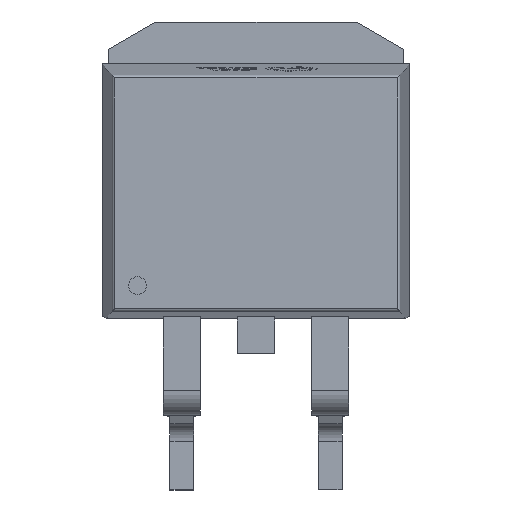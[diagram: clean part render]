
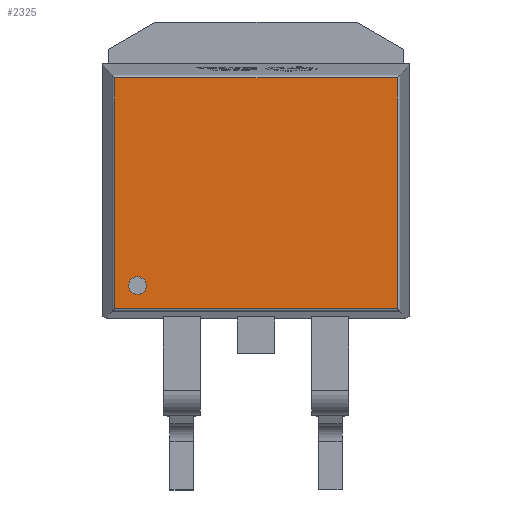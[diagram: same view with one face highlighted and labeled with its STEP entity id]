
A CAD part, top view. The second image highlights one B-rep face of the part: STEP entity #2325.
In plain terms, the highlighted planar face has unit normal (0, 0, 1).
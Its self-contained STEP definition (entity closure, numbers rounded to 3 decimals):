
#228 = DIRECTION ( 'NONE',  ( 1., 0., 0. ) ) ;
#457 = CARTESIAN_POINT ( 'NONE',  ( 4.914, -1.796, 4.57 ) ) ;
#630 = DIRECTION ( 'NONE',  ( 1., 0., 0. ) ) ;
#862 = EDGE_CURVE ( 'NONE', #2869, #6209, #12571, .T. ) ;
#886 = LINE ( 'NONE', #10991, #5080 ) ;
#1491 = LINE ( 'NONE', #457, #6160 ) ;
#1534 = DIRECTION ( 'NONE',  ( 0., -1., 0. ) ) ;
#2325 = ADVANCED_FACE ( 'NONE', ( #3999, #13864 ), #13071, .T. ) ;
#2503 = CARTESIAN_POINT ( 'NONE',  ( -4.051, -1.022, 4.57 ) ) ;
#2869 = VERTEX_POINT ( 'NONE', #14213 ) ;
#2922 = DIRECTION ( 'NONE',  ( 1., 0., 0. ) ) ;
#2978 = DIRECTION ( 'NONE',  ( 0., 0., 1. ) ) ;
#3386 = VECTOR ( 'NONE', #13300, 1000. ) ;
#3671 = ORIENTED_EDGE ( 'NONE', *, *, #11182, .F. ) ;
#3672 = EDGE_CURVE ( 'NONE', #6209, #5548, #1491, .T. ) ;
#3892 = EDGE_LOOP ( 'NONE', ( #3671, #4701 ) ) ;
#3999 = FACE_BOUND ( 'NONE', #3892, .T. ) ;
#4666 = CIRCLE ( 'NONE', #5815, 0.302 ) ;
#4701 = ORIENTED_EDGE ( 'NONE', *, *, #5391, .F. ) ;
#5080 = VECTOR ( 'NONE', #7519, 1000. ) ;
#5258 = CARTESIAN_POINT ( 'NONE',  ( -4.824, -1.796, 4.57 ) ) ;
#5300 = CARTESIAN_POINT ( 'NONE',  ( -4.051, -1.022, 4.57 ) ) ;
#5391 = EDGE_CURVE ( 'NONE', #10083, #6280, #4666, .T. ) ;
#5548 = VERTEX_POINT ( 'NONE', #12670 ) ;
#5815 = AXIS2_PLACEMENT_3D ( 'NONE', #5300, #2978, #630 ) ;
#5970 = CARTESIAN_POINT ( 'NONE',  ( -4.824, 2.22, 4.57 ) ) ;
#6160 = VECTOR ( 'NONE', #12812, 1000. ) ;
#6209 = VERTEX_POINT ( 'NONE', #5258 ) ;
#6229 = ORIENTED_EDGE ( 'NONE', *, *, #3672, .T. ) ;
#6245 = AXIS2_PLACEMENT_3D ( 'NONE', #7588, #11920, #2922 ) ;
#6280 = VERTEX_POINT ( 'NONE', #14104 ) ;
#7075 = VECTOR ( 'NONE', #1534, 1000. ) ;
#7390 = LINE ( 'NONE', #12214, #3386 ) ;
#7406 = ORIENTED_EDGE ( 'NONE', *, *, #14338, .T. ) ;
#7519 = DIRECTION ( 'NONE',  ( -1., 0., 0. ) ) ;
#7588 = CARTESIAN_POINT ( 'NONE',  ( 0., 2.22, 4.57 ) ) ;
#7986 = ORIENTED_EDGE ( 'NONE', *, *, #862, .T. ) ;
#8003 = VERTEX_POINT ( 'NONE', #13506 ) ;
#8305 = AXIS2_PLACEMENT_3D ( 'NONE', #2503, #12580, #228 ) ;
#8398 = CARTESIAN_POINT ( 'NONE',  ( -4.354, -1.022, 4.57 ) ) ;
#9106 = ORIENTED_EDGE ( 'NONE', *, *, #12217, .T. ) ;
#9546 = EDGE_LOOP ( 'NONE', ( #9106, #7986, #6229, #7406 ) ) ;
#10083 = VERTEX_POINT ( 'NONE', #8398 ) ;
#10991 = CARTESIAN_POINT ( 'NONE',  ( -4.914, 6.08, 4.57 ) ) ;
#11182 = EDGE_CURVE ( 'NONE', #6280, #10083, #14323, .T. ) ;
#11920 = DIRECTION ( 'NONE',  ( 0., 0., 1. ) ) ;
#12214 = CARTESIAN_POINT ( 'NONE',  ( 4.824, 2.22, 4.57 ) ) ;
#12217 = EDGE_CURVE ( 'NONE', #8003, #2869, #886, .T. ) ;
#12571 = LINE ( 'NONE', #5970, #7075 ) ;
#12580 = DIRECTION ( 'NONE',  ( 0., 0., 1. ) ) ;
#12670 = CARTESIAN_POINT ( 'NONE',  ( 4.824, -1.796, 4.57 ) ) ;
#12812 = DIRECTION ( 'NONE',  ( 1., 0., 0. ) ) ;
#13071 = PLANE ( 'NONE',  #6245 ) ;
#13300 = DIRECTION ( 'NONE',  ( 0., 1., 0. ) ) ;
#13506 = CARTESIAN_POINT ( 'NONE',  ( 4.824, 6.08, 4.57 ) ) ;
#13864 = FACE_OUTER_BOUND ( 'NONE', #9546, .T. ) ;
#14104 = CARTESIAN_POINT ( 'NONE',  ( -3.749, -1.022, 4.57 ) ) ;
#14213 = CARTESIAN_POINT ( 'NONE',  ( -4.824, 6.08, 4.57 ) ) ;
#14323 = CIRCLE ( 'NONE', #8305, 0.302 ) ;
#14338 = EDGE_CURVE ( 'NONE', #5548, #8003, #7390, .T. ) ;
